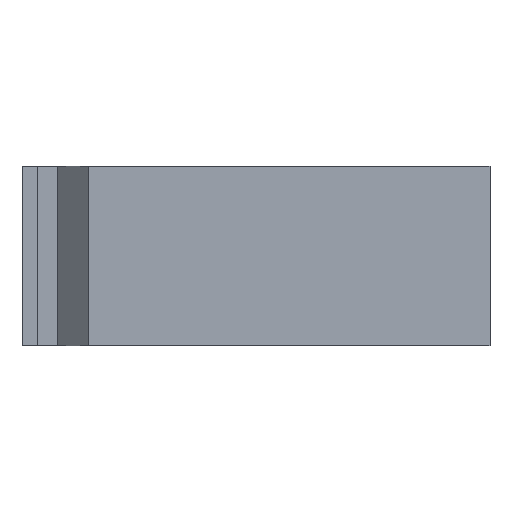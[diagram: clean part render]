
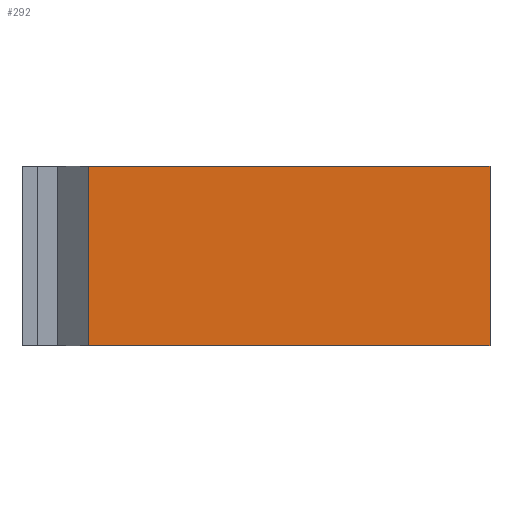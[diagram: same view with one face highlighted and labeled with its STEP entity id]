
A CAD part, front view. The second image highlights one B-rep face of the part: STEP entity #292.
In plain terms, the highlighted planar face has unit normal (0, -1, 0).
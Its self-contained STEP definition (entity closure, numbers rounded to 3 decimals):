
#36=FACE_OUTER_BOUND('',#55,.T.);
#55=EDGE_LOOP('',(#210,#211,#212,#213));
#79=LINE('',#462,#109);
#84=LINE('',#471,#114);
#85=LINE('',#473,#115);
#86=LINE('',#474,#116);
#109=VECTOR('',#370,10.);
#114=VECTOR('',#379,10.);
#115=VECTOR('',#380,10.);
#116=VECTOR('',#381,10.);
#138=VERTEX_POINT('',#458);
#140=VERTEX_POINT('',#461);
#142=VERTEX_POINT('',#470);
#143=VERTEX_POINT('',#472);
#164=EDGE_CURVE('',#140,#138,#79,.T.);
#169=EDGE_CURVE('',#142,#138,#84,.T.);
#170=EDGE_CURVE('',#143,#142,#85,.T.);
#171=EDGE_CURVE('',#140,#143,#86,.T.);
#210=ORIENTED_EDGE('',*,*,#164,.T.);
#211=ORIENTED_EDGE('',*,*,#169,.F.);
#212=ORIENTED_EDGE('',*,*,#170,.F.);
#213=ORIENTED_EDGE('',*,*,#171,.F.);
#279=PLANE('',#334);
#292=ADVANCED_FACE('',(#36),#279,.F.);
#334=AXIS2_PLACEMENT_3D('',#469,#377,#378);
#370=DIRECTION('',(0.,0.,-1.));
#377=DIRECTION('center_axis',(0.,1.,0.));
#378=DIRECTION('ref_axis',(0.,0.,1.));
#379=DIRECTION('',(-1.,0.,0.));
#380=DIRECTION('',(0.,0.,-1.));
#381=DIRECTION('',(1.,0.,0.));
#458=CARTESIAN_POINT('',(-7.4,0.,-3.5));
#461=CARTESIAN_POINT('',(-7.4,0.,3.5));
#462=CARTESIAN_POINT('',(-7.4,0.,1.75));
#469=CARTESIAN_POINT('Origin',(-0.85,0.,0.));
#470=CARTESIAN_POINT('',(8.3,0.,-3.5));
#471=CARTESIAN_POINT('',(10.,0.,-3.5));
#472=CARTESIAN_POINT('',(8.3,0.,3.5));
#473=CARTESIAN_POINT('',(8.3,0.,3.5));
#474=CARTESIAN_POINT('',(-10.,0.,3.5));
